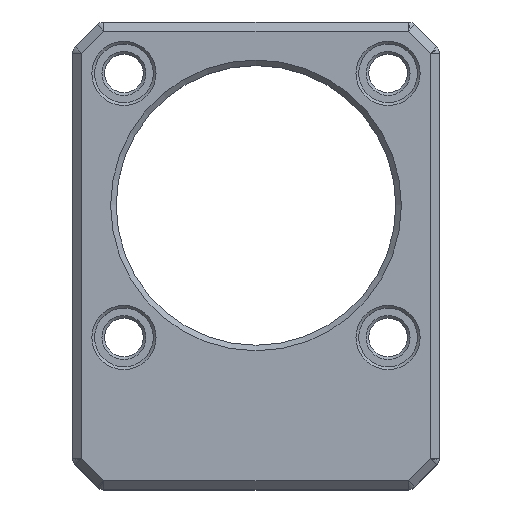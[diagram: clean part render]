
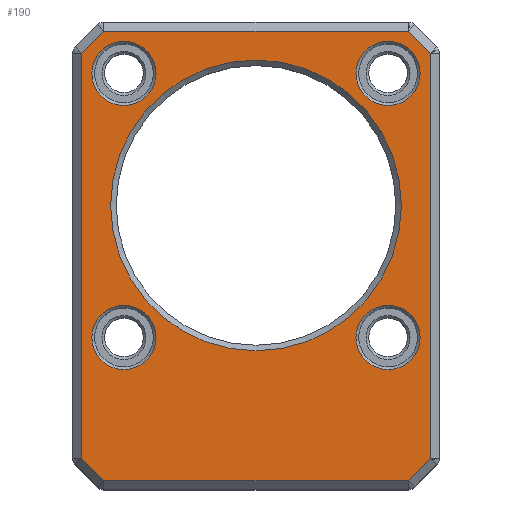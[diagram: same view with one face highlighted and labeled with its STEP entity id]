
A CAD part, top view. The second image highlights one B-rep face of the part: STEP entity #190.
In plain terms, the highlighted planar face has unit normal (0, 0, 1).
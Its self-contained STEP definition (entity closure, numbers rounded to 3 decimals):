
#190=ADVANCED_FACE('',(#340,#341,#342,#343,#344,#345),#302,.F.);
#302=PLANE('',#1689);
#340=FACE_BOUND('',#419,.T.);
#341=FACE_BOUND('',#420,.T.);
#342=FACE_BOUND('',#421,.T.);
#343=FACE_BOUND('',#422,.T.);
#344=FACE_BOUND('',#423,.T.);
#345=FACE_BOUND('',#424,.T.);
#419=EDGE_LOOP('',(#855));
#420=EDGE_LOOP('',(#856));
#421=EDGE_LOOP('',(#857));
#422=EDGE_LOOP('',(#858));
#423=EDGE_LOOP('',(#859));
#424=EDGE_LOOP('',(#860,#861,#862,#863,#864,#865,#866,#867));
#594=LINE('',#2487,#718);
#595=LINE('',#2490,#719);
#596=LINE('',#2492,#720);
#597=LINE('',#2494,#721);
#598=LINE('',#2496,#722);
#599=LINE('',#2498,#723);
#600=LINE('',#2500,#724);
#601=LINE('',#2502,#725);
#718=VECTOR('',#1941,1.);
#719=VECTOR('',#1942,1.);
#720=VECTOR('',#1943,1.);
#721=VECTOR('',#1944,1.);
#722=VECTOR('',#1945,1.);
#723=VECTOR('',#1946,1.);
#724=VECTOR('',#1947,1.);
#725=VECTOR('',#1948,1.);
#855=ORIENTED_EDGE('',*,*,#1408,.T.);
#856=ORIENTED_EDGE('',*,*,#1409,.T.);
#857=ORIENTED_EDGE('',*,*,#1410,.T.);
#858=ORIENTED_EDGE('',*,*,#1411,.T.);
#859=ORIENTED_EDGE('',*,*,#1412,.T.);
#860=ORIENTED_EDGE('',*,*,#1413,.T.);
#861=ORIENTED_EDGE('',*,*,#1414,.T.);
#862=ORIENTED_EDGE('',*,*,#1415,.T.);
#863=ORIENTED_EDGE('',*,*,#1416,.T.);
#864=ORIENTED_EDGE('',*,*,#1417,.T.);
#865=ORIENTED_EDGE('',*,*,#1418,.T.);
#866=ORIENTED_EDGE('',*,*,#1419,.T.);
#867=ORIENTED_EDGE('',*,*,#1420,.T.);
#1277=VERTEX_POINT('',#2478);
#1278=VERTEX_POINT('',#2480);
#1279=VERTEX_POINT('',#2482);
#1280=VERTEX_POINT('',#2484);
#1281=VERTEX_POINT('',#2486);
#1282=VERTEX_POINT('',#2488);
#1283=VERTEX_POINT('',#2489);
#1284=VERTEX_POINT('',#2491);
#1285=VERTEX_POINT('',#2493);
#1286=VERTEX_POINT('',#2495);
#1287=VERTEX_POINT('',#2497);
#1288=VERTEX_POINT('',#2499);
#1289=VERTEX_POINT('',#2501);
#1408=EDGE_CURVE('',#1277,#1277,#1591,.T.);
#1409=EDGE_CURVE('',#1278,#1278,#1592,.T.);
#1410=EDGE_CURVE('',#1279,#1279,#1593,.T.);
#1411=EDGE_CURVE('',#1280,#1280,#1594,.T.);
#1412=EDGE_CURVE('',#1281,#1281,#1595,.T.);
#1413=EDGE_CURVE('',#1282,#1283,#594,.T.);
#1414=EDGE_CURVE('',#1283,#1284,#595,.T.);
#1415=EDGE_CURVE('',#1284,#1285,#596,.T.);
#1416=EDGE_CURVE('',#1285,#1286,#597,.T.);
#1417=EDGE_CURVE('',#1286,#1287,#598,.T.);
#1418=EDGE_CURVE('',#1287,#1288,#599,.T.);
#1419=EDGE_CURVE('',#1288,#1289,#600,.T.);
#1420=EDGE_CURVE('',#1289,#1282,#601,.T.);
#1591=CIRCLE('',#1684,1.75);
#1592=CIRCLE('',#1685,1.75);
#1593=CIRCLE('',#1686,1.75);
#1594=CIRCLE('',#1687,1.75);
#1595=CIRCLE('',#1688,7.925);
#1684=AXIS2_PLACEMENT_3D('',#2477,#1931,#1932);
#1685=AXIS2_PLACEMENT_3D('',#2479,#1933,#1934);
#1686=AXIS2_PLACEMENT_3D('',#2481,#1935,#1936);
#1687=AXIS2_PLACEMENT_3D('',#2483,#1937,#1938);
#1688=AXIS2_PLACEMENT_3D('',#2485,#1939,#1940);
#1689=AXIS2_PLACEMENT_3D('',#2503,#1949,#1950);
#1931=DIRECTION('',(0.,0.,-1.));
#1932=DIRECTION('',(-1.,0.,0.));
#1933=DIRECTION('',(0.,0.,-1.));
#1934=DIRECTION('',(-1.,0.,0.));
#1935=DIRECTION('',(0.,0.,-1.));
#1936=DIRECTION('',(-1.,0.,0.));
#1937=DIRECTION('',(0.,0.,-1.));
#1938=DIRECTION('',(-1.,0.,0.));
#1939=DIRECTION('',(0.,0.,-1.));
#1940=DIRECTION('',(-1.,0.,0.));
#1941=DIRECTION('',(0.,-1.,0.));
#1942=DIRECTION('',(0.707,-0.707,0.));
#1943=DIRECTION('',(1.,0.,0.));
#1944=DIRECTION('',(0.707,0.707,0.));
#1945=DIRECTION('',(0.,1.,0.));
#1946=DIRECTION('',(-0.707,0.707,0.));
#1947=DIRECTION('',(-1.,0.,0.));
#1948=DIRECTION('',(-0.707,-0.707,0.));
#1949=DIRECTION('',(0.,0.,-1.));
#1950=DIRECTION('',(-1.,0.,0.));
#2477=CARTESIAN_POINT('',(-7.2,7.2,0.));
#2478=CARTESIAN_POINT('',(-8.95,7.2,0.));
#2479=CARTESIAN_POINT('',(7.2,7.2,0.));
#2480=CARTESIAN_POINT('',(5.45,7.2,0.));
#2481=CARTESIAN_POINT('',(7.2,-7.2,0.));
#2482=CARTESIAN_POINT('',(5.45,-7.2,0.));
#2483=CARTESIAN_POINT('',(-7.2,-7.2,0.));
#2484=CARTESIAN_POINT('',(-8.95,-7.2,0.));
#2485=CARTESIAN_POINT('',(0.,0.,0.));
#2486=CARTESIAN_POINT('',(-7.925,0.,0.));
#2487=CARTESIAN_POINT('',(-9.5,-13.793,0.));
#2488=CARTESIAN_POINT('',(-9.5,8.293,0.));
#2489=CARTESIAN_POINT('',(-9.5,-13.793,0.));
#2490=CARTESIAN_POINT('',(-8.293,-15.,0.));
#2491=CARTESIAN_POINT('',(-8.293,-15.,0.));
#2492=CARTESIAN_POINT('',(0.,-15.,0.));
#2493=CARTESIAN_POINT('',(8.293,-15.,0.));
#2494=CARTESIAN_POINT('',(9.5,-13.793,0.));
#2495=CARTESIAN_POINT('',(9.5,-13.793,0.));
#2496=CARTESIAN_POINT('',(9.5,8.293,0.));
#2497=CARTESIAN_POINT('',(9.5,8.293,0.));
#2498=CARTESIAN_POINT('',(8.293,9.5,0.));
#2499=CARTESIAN_POINT('',(8.293,9.5,0.));
#2500=CARTESIAN_POINT('',(-8.293,9.5,0.));
#2501=CARTESIAN_POINT('',(-8.293,9.5,0.));
#2502=CARTESIAN_POINT('',(-9.5,8.293,0.));
#2503=CARTESIAN_POINT('',(0.,0.,0.));
